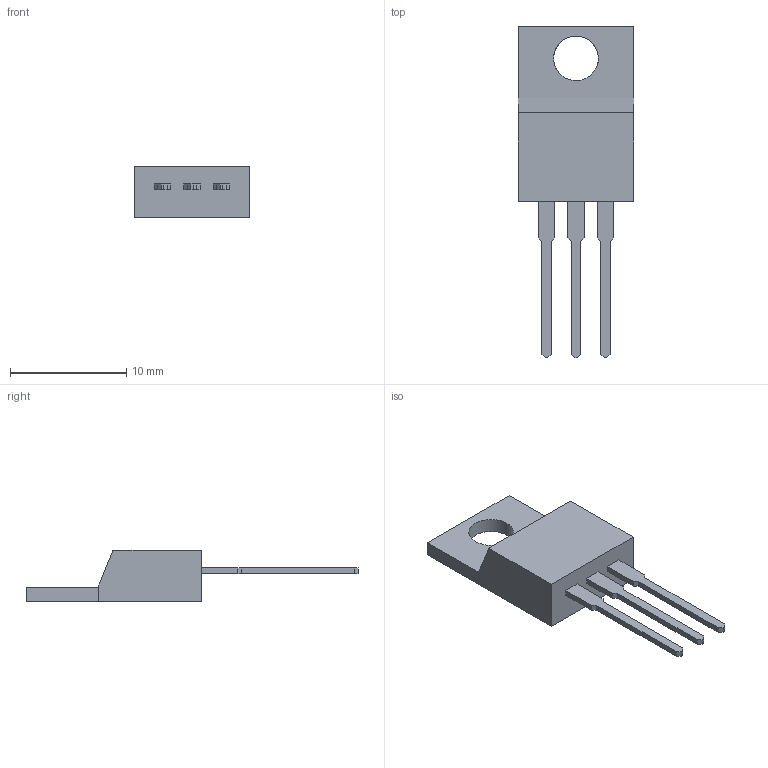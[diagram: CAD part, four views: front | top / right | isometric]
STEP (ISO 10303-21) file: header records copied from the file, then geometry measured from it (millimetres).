
FILE_DESCRIPTION (( 'STEP AP214' ), '1' );
FILE_NAME ('User Library-Transistors TO-220-3.STEP', '2015-03-26T07:13:38', ( 'Windows User' ), ( '' ), 'SwSTEP 2.0', 'SolidWorks 2015', '' );
FILE_SCHEMA (( 'AUTOMOTIVE_DESIGN' ));
Length unit declared in the file: millimetre
Products named in the file (1): User Library-Transistors TO-220-3
Bounding box: 9.97 x 28.62 x 4.45 mm (x, y, z)
Volume: 457.2 mm3; surface area: 578.4 mm2
Topology: 1 solids, 1 shells, 48 faces, 135 edges, 92 vertices
Faces by surface type: plane 46, cylinder 2
Entity records: 2179 total; most frequent: CARTESIAN_POINT 392, ORIENTED_EDGE 270, DIRECTION 219, EDGE_CURVE 135, LINE 117, VECTOR 117, VERTEX_POINT 92, EDGE_LOOP 53
